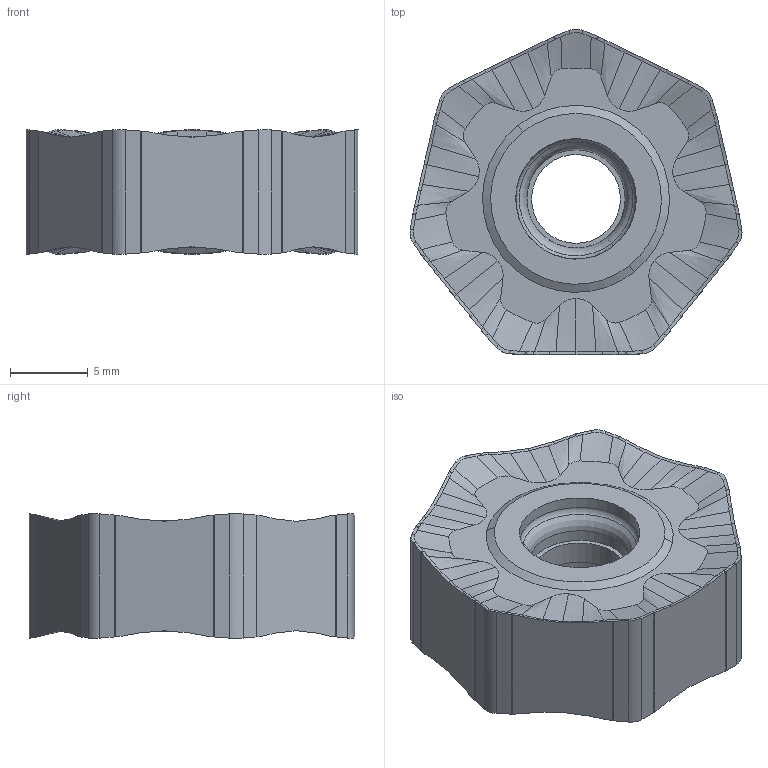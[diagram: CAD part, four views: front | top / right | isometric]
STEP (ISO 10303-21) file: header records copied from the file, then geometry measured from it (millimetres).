
FILE_DESCRIPTION(/* description */ (''),/* implementation_level */ '2;1');
FILE_NAME(/* name */ 'NNMU200712ZER-MM.stp',/* time_stamp */ '2018-01-10T10:59:55+09:00',/* author */ (''),/* organization */ (''),/* preprocessor_version */ 'ST-DEVELOPER v16',/* originating_system */ 'SIEMENS PLM Software NX 10.0',/* authorisation */ '');
FILE_SCHEMA (('AUTOMOTIVE_DESIGN { 1 0 10303 214 3 1 1 1 }'));
Length unit declared in the file: millimetre
Products named in the file (1): NNMU200712ZEN-MP
Bounding box: 21.3 x 20.89 x 8 mm (x, y, z)
Volume: 2080.4 mm3; surface area: 1262.4 mm2
Topology: 1 solids, 1 shells, 322 faces, 878 edges, 562 vertices
Faces by surface type: bspline 252, plane 27, cylinder 23, cone 12, torus 8
Entity records: 16798 total; most frequent: CARTESIAN_POINT 10244, ORIENTED_EDGE 1756, EDGE_CURVE 878, DIRECTION 632, VERTEX_POINT 562, B_SPLINE_CURVE_WITH_KNOTS 448, LINE 376, VECTOR 376
